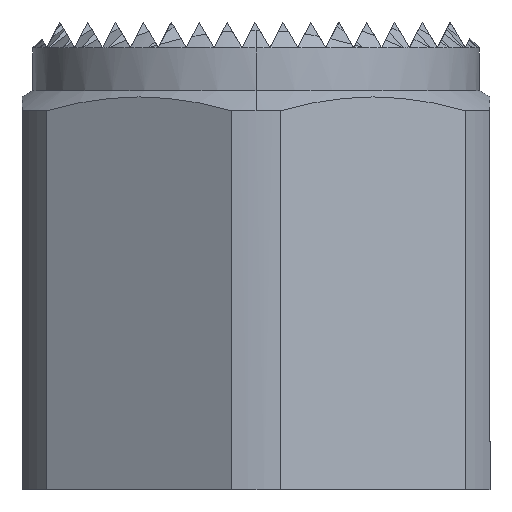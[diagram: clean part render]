
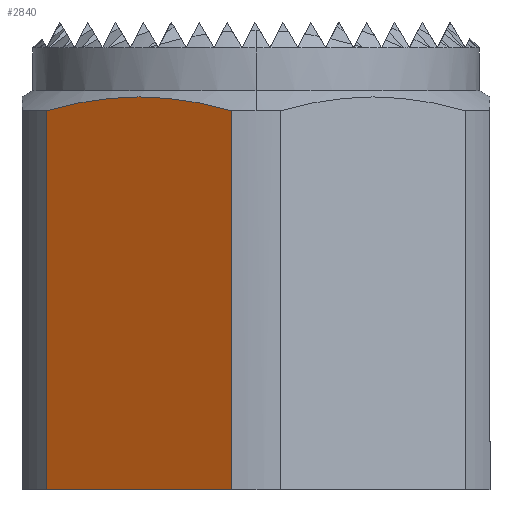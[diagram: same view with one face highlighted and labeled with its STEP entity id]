
A CAD part, front view. The second image highlights one B-rep face of the part: STEP entity #2840.
In plain terms, the highlighted planar face has unit normal (-0.5, -0.866, 0).
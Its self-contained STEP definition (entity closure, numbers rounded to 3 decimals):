
#2840=ADVANCED_FACE('',(#5678),#5679,.T.);
#5678=FACE_OUTER_BOUND('',#8510,.T.);
#5679=PLANE('',#8511);
#8510=EDGE_LOOP('',(#15315,#15316,#15317,#15318));
#8511=AXIS2_PLACEMENT_3D('',#15319,#15320,#15321);
#15315=ORIENTED_EDGE('',*,*,#15455,.F.);
#15316=ORIENTED_EDGE('',*,*,#15423,.T.);
#15317=ORIENTED_EDGE('',*,*,#15460,.F.);
#15318=ORIENTED_EDGE('',*,*,#15484,.F.);
#15319=CARTESIAN_POINT('',(0.,-11.5,0.));
#15320=DIRECTION('',(-0.5,-0.866,0.));
#15321=DIRECTION('',(0.,0.0,1.0));
#15423=EDGE_CURVE('',#17952,#17950,#17953,.T.);
#15455=EDGE_CURVE('',#17952,#18002,#18003,.T.);
#15460=EDGE_CURVE('',#18008,#17950,#18010,.T.);
#15484=EDGE_CURVE('',#18002,#18008,#18043,.T.);
#17950=VERTEX_POINT('',#21066);
#17952=VERTEX_POINT('',#21068);
#17953=(B_SPLINE_CURVE(2,(#21070,#21071,#21072),.UNSPECIFIED.,.F.,.F.)B_SPLINE_CURVE_WITH_KNOTS((3,3),(0.0,11.645),.UNSPECIFIED.)RATIONAL_B_SPLINE_CURVE((1.0,1.155,1.0))BOUNDED_CURVE()REPRESENTATION_ITEM('')GEOMETRIC_REPRESENTATION_ITEM()CURVE());
#18002=VERTEX_POINT('',#21174);
#18003=LINE('',#21175,#21176);
#18008=VERTEX_POINT('',#21182);
#18010=LINE('',#21184,#21185);
#18043=LINE('',#21237,#21238);
#21066=CARTESIAN_POINT('',(-8.921,-6.349,16.139));
#21068=CARTESIAN_POINT('',(-1.038,-10.901,16.139));
#21070=CARTESIAN_POINT('',(0.,-11.5,15.813));
#21071=CARTESIAN_POINT('',(-4.98,-8.625,17.52));
#21072=CARTESIAN_POINT('',(-9.959,-5.75,15.813));
#21174=CARTESIAN_POINT('',(-1.038,-10.901,0.0));
#21175=CARTESIAN_POINT('',(-1.038,-10.901,8.76));
#21176=VECTOR('',#27425,1.0);
#21182=CARTESIAN_POINT('',(-8.921,-6.349,0.0));
#21184=CARTESIAN_POINT('',(-8.921,-6.349,8.76));
#21185=VECTOR('',#27433,1.0);
#21237=CARTESIAN_POINT('',(-1.245,-10.781,0.));
#21238=VECTOR('',#27462,1.0);
#27425=DIRECTION('',(-0.0,-0.0,-1.0));
#27433=DIRECTION('',(0.0,0.0,1.0));
#27462=DIRECTION('',(-0.866,0.5,0.));
